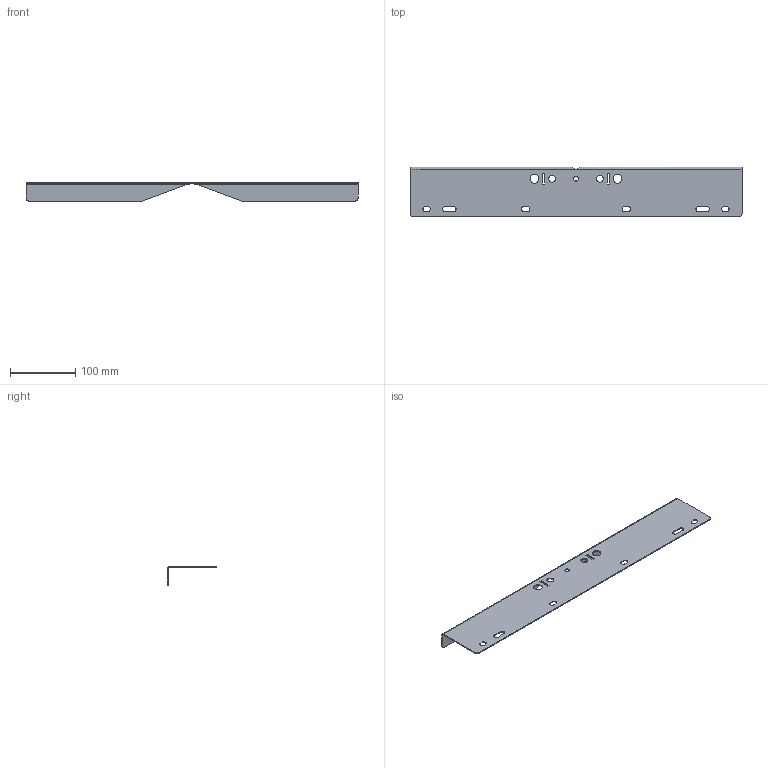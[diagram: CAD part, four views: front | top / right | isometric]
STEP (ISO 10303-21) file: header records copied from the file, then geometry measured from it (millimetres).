
FILE_DESCRIPTION (( 'STEP AP214' ), '1' );
FILE_NAME ('PM18-24.STEP', '2020-10-19T21:37:04', ( '' ), ( '' ), 'SwSTEP 2.0', 'SolidWorks 2019', '' );
FILE_SCHEMA (( 'AUTOMOTIVE_DESIGN' ));
Length unit declared in the file: inch
Products named in the file (1): PM18-24
Bounding box: 508 x 76.2 x 27.94 mm (x, y, z)
Volume: 73482.9 mm3; surface area: 99028.6 mm2
Topology: 1 solids, 1 shells, 64 faces, 170 edges, 108 vertices
Faces by surface type: plane 37, cylinder 25, bspline 2
Full cylindrical faces by diameter (mm): 7.137 x1, 10.363 x2, 13.437 x2
Entity records: 2153 total; most frequent: CARTESIAN_POINT 466, DIRECTION 333, ORIENTED_EDGE 330, EDGE_CURVE 165, VECTOR 115, LINE 115, AXIS2_PLACEMENT_3D 109, VERTEX_POINT 108
